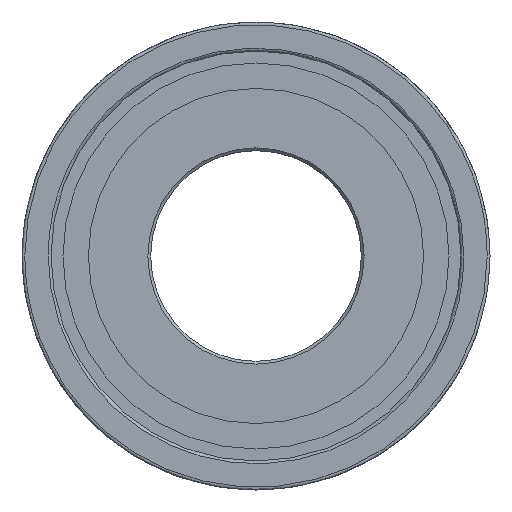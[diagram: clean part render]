
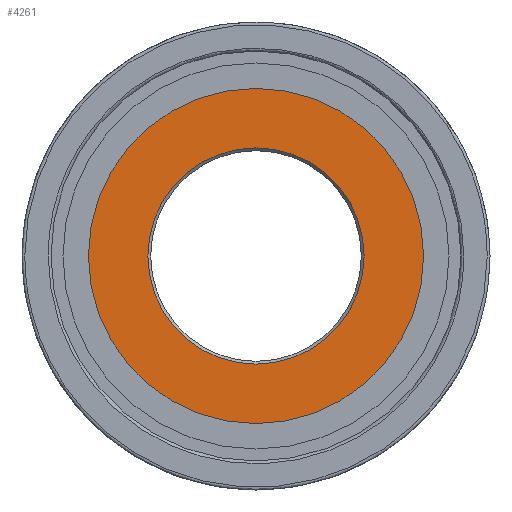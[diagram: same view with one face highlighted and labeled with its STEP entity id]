
A CAD part, front view. The second image highlights one B-rep face of the part: STEP entity #4261.
In plain terms, the highlighted planar face has unit normal (0, -1, 0).
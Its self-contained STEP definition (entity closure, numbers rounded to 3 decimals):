
#243 = DIRECTION ( 'NONE',  ( 0., -1., 0. ) ) ;
#313 = CARTESIAN_POINT ( 'NONE',  ( 0., 9., -11.55 ) ) ;
#503 = DIRECTION ( 'NONE',  ( 0., 0., -1. ) ) ;
#683 = VERTEX_POINT ( 'NONE', #968 ) ;
#774 = CIRCLE ( 'NONE', #1193, 22. ) ;
#904 = ORIENTED_EDGE ( 'NONE', *, *, #1656, .T. ) ;
#909 = AXIS2_PLACEMENT_3D ( 'NONE', #2191, #2903, #1899 ) ;
#968 = CARTESIAN_POINT ( 'NONE',  ( 0., 9., -22. ) ) ;
#1193 = AXIS2_PLACEMENT_3D ( 'NONE', #2275, #243, #1993 ) ;
#1224 = FACE_OUTER_BOUND ( 'NONE', #1934, .T. ) ;
#1271 = VERTEX_POINT ( 'NONE', #313 ) ;
#1572 = PLANE ( 'NONE',  #909 ) ;
#1656 = EDGE_CURVE ( 'NONE', #683, #683, #774, .T. ) ;
#1899 = DIRECTION ( 'NONE',  ( 0., 0., -1. ) ) ;
#1934 = EDGE_LOOP ( 'NONE', ( #904 ) ) ;
#1939 = ORIENTED_EDGE ( 'NONE', *, *, #4217, .T. ) ;
#1993 = DIRECTION ( 'NONE',  ( 0., 0., -1. ) ) ;
#2191 = CARTESIAN_POINT ( 'NONE',  ( 11.25, 9., 0. ) ) ;
#2275 = CARTESIAN_POINT ( 'NONE',  ( 0., 9., 0. ) ) ;
#2314 = AXIS2_PLACEMENT_3D ( 'NONE', #2818, #2554, #503 ) ;
#2520 = CIRCLE ( 'NONE', #2314, 11.55 ) ;
#2554 = DIRECTION ( 'NONE',  ( 0., 1., 0. ) ) ;
#2818 = CARTESIAN_POINT ( 'NONE',  ( 0., 9., 0. ) ) ;
#2903 = DIRECTION ( 'NONE',  ( 0., -1., 0. ) ) ;
#3496 = FACE_BOUND ( 'NONE', #3604, .T. ) ;
#3604 = EDGE_LOOP ( 'NONE', ( #1939 ) ) ;
#4217 = EDGE_CURVE ( 'NONE', #1271, #1271, #2520, .T. ) ;
#4261 = ADVANCED_FACE ( 'NONE', ( #1224, #3496 ), #1572, .T. ) ;
